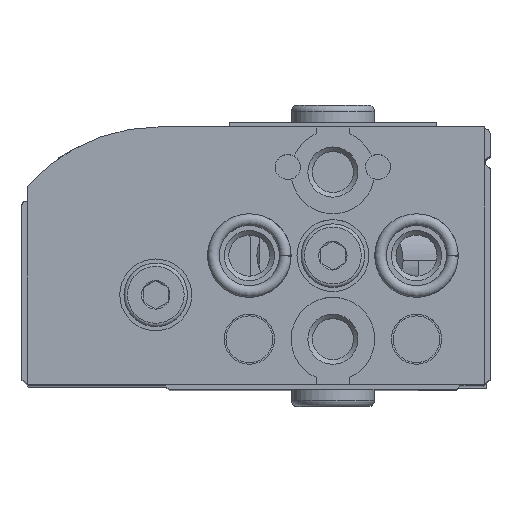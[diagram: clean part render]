
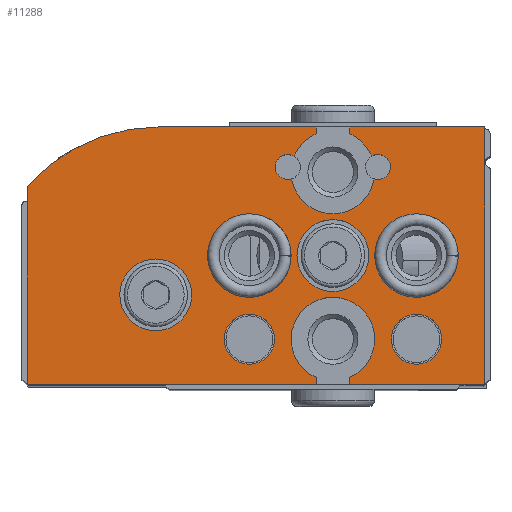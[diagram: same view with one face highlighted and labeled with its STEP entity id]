
A CAD part, top view. The second image highlights one B-rep face of the part: STEP entity #11288.
In plain terms, the highlighted face is planar.
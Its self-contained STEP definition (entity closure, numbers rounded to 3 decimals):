
#383=PLANE('',#12867);
#1149=LINE('',#19541,#2043);
#1150=LINE('',#19544,#2044);
#1151=LINE('',#19546,#2045);
#1152=LINE('',#19548,#2046);
#1153=LINE('',#19550,#2047);
#1154=LINE('',#19562,#2048);
#1155=LINE('',#19564,#2049);
#1156=LINE('',#19568,#2050);
#1157=LINE('',#19570,#2051);
#1158=LINE('',#19572,#2052);
#2043=VECTOR('',#15609,1000.);
#2044=VECTOR('',#15610,1000.);
#2045=VECTOR('',#15611,1000.);
#2046=VECTOR('',#15612,1000.);
#2047=VECTOR('',#15613,1000.);
#2048=VECTOR('',#15624,1000.);
#2049=VECTOR('',#15625,1000.);
#2050=VECTOR('',#15628,1000.);
#2051=VECTOR('',#15629,1000.);
#2052=VECTOR('',#15630,1000.);
#2927=CIRCLE('',#12868,2.15);
#2928=CIRCLE('',#12869,1.5);
#2929=CIRCLE('',#12870,1.5);
#2930=CIRCLE('',#12871,2.5);
#2931=CIRCLE('',#12872,2.15);
#2932=CIRCLE('',#12873,2.5);
#2933=CIRCLE('',#12874,2.5);
#2934=CIRCLE('',#12875,0.75);
#2935=CIRCLE('',#12876,2.5);
#2936=CIRCLE('',#12877,0.75);
#2937=CIRCLE('',#12878,2.5);
#2938=CIRCLE('',#12879,10.5);
#2939=CIRCLE('',#12880,2.5);
#5430=ORIENTED_EDGE('',*,*,#7451,.T.);
#5431=ORIENTED_EDGE('',*,*,#7452,.T.);
#5432=ORIENTED_EDGE('',*,*,#7453,.T.);
#5433=ORIENTED_EDGE('',*,*,#7454,.T.);
#5434=ORIENTED_EDGE('',*,*,#7455,.T.);
#5435=ORIENTED_EDGE('',*,*,#7456,.T.);
#5436=ORIENTED_EDGE('',*,*,#7457,.T.);
#5437=ORIENTED_EDGE('',*,*,#7458,.F.);
#5438=ORIENTED_EDGE('',*,*,#7459,.F.);
#5439=ORIENTED_EDGE('',*,*,#7460,.F.);
#5440=ORIENTED_EDGE('',*,*,#7461,.T.);
#5441=ORIENTED_EDGE('',*,*,#7462,.T.);
#5442=ORIENTED_EDGE('',*,*,#7463,.T.);
#5443=ORIENTED_EDGE('',*,*,#7464,.T.);
#5444=ORIENTED_EDGE('',*,*,#7465,.T.);
#5445=ORIENTED_EDGE('',*,*,#7466,.T.);
#5446=ORIENTED_EDGE('',*,*,#7467,.T.);
#5447=ORIENTED_EDGE('',*,*,#7468,.F.);
#5448=ORIENTED_EDGE('',*,*,#7469,.F.);
#5449=ORIENTED_EDGE('',*,*,#7470,.F.);
#5450=ORIENTED_EDGE('',*,*,#7471,.F.);
#5451=ORIENTED_EDGE('',*,*,#7472,.T.);
#5452=ORIENTED_EDGE('',*,*,#7473,.T.);
#7451=EDGE_CURVE('',#8674,#8674,#2927,.T.);
#7452=EDGE_CURVE('',#8675,#8675,#2928,.T.);
#7453=EDGE_CURVE('',#8676,#8676,#2929,.T.);
#7454=EDGE_CURVE('',#8677,#8677,#2930,.T.);
#7455=EDGE_CURVE('',#8678,#8678,#2931,.T.);
#7456=EDGE_CURVE('',#8679,#8679,#2932,.T.);
#7457=EDGE_CURVE('',#8680,#8681,#1149,.T.);
#7458=EDGE_CURVE('',#8682,#8681,#1150,.T.);
#7459=EDGE_CURVE('',#8683,#8682,#1151,.T.);
#7460=EDGE_CURVE('',#8684,#8683,#1152,.T.);
#7461=EDGE_CURVE('',#8684,#8685,#1153,.T.);
#7462=EDGE_CURVE('',#8685,#8686,#2933,.T.);
#7463=EDGE_CURVE('',#8686,#8687,#2934,.T.);
#7464=EDGE_CURVE('',#8687,#8688,#2935,.T.);
#7465=EDGE_CURVE('',#8688,#8689,#2936,.T.);
#7466=EDGE_CURVE('',#8689,#8690,#2937,.T.);
#7467=EDGE_CURVE('',#8690,#8691,#1154,.T.);
#7468=EDGE_CURVE('',#8692,#8691,#1155,.T.);
#7469=EDGE_CURVE('',#8693,#8692,#2938,.T.);
#7470=EDGE_CURVE('',#8694,#8693,#1156,.T.);
#7471=EDGE_CURVE('',#8695,#8694,#1157,.T.);
#7472=EDGE_CURVE('',#8695,#8696,#1158,.T.);
#7473=EDGE_CURVE('',#8696,#8680,#2939,.T.);
#8674=VERTEX_POINT('',#19530);
#8675=VERTEX_POINT('',#19532);
#8676=VERTEX_POINT('',#19534);
#8677=VERTEX_POINT('',#19536);
#8678=VERTEX_POINT('',#19538);
#8679=VERTEX_POINT('',#19540);
#8680=VERTEX_POINT('',#19542);
#8681=VERTEX_POINT('',#19543);
#8682=VERTEX_POINT('',#19545);
#8683=VERTEX_POINT('',#19547);
#8684=VERTEX_POINT('',#19549);
#8685=VERTEX_POINT('',#19551);
#8686=VERTEX_POINT('',#19553);
#8687=VERTEX_POINT('',#19555);
#8688=VERTEX_POINT('',#19557);
#8689=VERTEX_POINT('',#19559);
#8690=VERTEX_POINT('',#19561);
#8691=VERTEX_POINT('',#19563);
#8692=VERTEX_POINT('',#19565);
#8693=VERTEX_POINT('',#19567);
#8694=VERTEX_POINT('',#19569);
#8695=VERTEX_POINT('',#19571);
#8696=VERTEX_POINT('',#19573);
#9684=EDGE_LOOP('',(#5430));
#9685=EDGE_LOOP('',(#5431));
#9686=EDGE_LOOP('',(#5432));
#9687=EDGE_LOOP('',(#5433));
#9688=EDGE_LOOP('',(#5434));
#9689=EDGE_LOOP('',(#5435));
#9690=EDGE_LOOP('',(#5436,#5437,#5438,#5439,#5440,#5441,#5442,#5443,#5444,
#5445,#5446,#5447,#5448,#5449,#5450,#5451,#5452));
#10540=FACE_BOUND('',#9684,.T.);
#10541=FACE_BOUND('',#9685,.T.);
#10542=FACE_BOUND('',#9686,.T.);
#10543=FACE_BOUND('',#9687,.T.);
#10544=FACE_BOUND('',#9688,.T.);
#10545=FACE_BOUND('',#9689,.T.);
#10546=FACE_BOUND('',#9690,.T.);
#11288=ADVANCED_FACE('',(#10540,#10541,#10542,#10543,#10544,#10545,#10546),
#383,.F.);
#12867=AXIS2_PLACEMENT_3D('',#19528,#15595,#15596);
#12868=AXIS2_PLACEMENT_3D('',#19529,#15597,#15598);
#12869=AXIS2_PLACEMENT_3D('',#19531,#15599,#15600);
#12870=AXIS2_PLACEMENT_3D('',#19533,#15601,#15602);
#12871=AXIS2_PLACEMENT_3D('',#19535,#15603,#15604);
#12872=AXIS2_PLACEMENT_3D('',#19537,#15605,#15606);
#12873=AXIS2_PLACEMENT_3D('',#19539,#15607,#15608);
#12874=AXIS2_PLACEMENT_3D('',#19552,#15614,#15615);
#12875=AXIS2_PLACEMENT_3D('',#19554,#15616,#15617);
#12876=AXIS2_PLACEMENT_3D('',#19556,#15618,#15619);
#12877=AXIS2_PLACEMENT_3D('',#19558,#15620,#15621);
#12878=AXIS2_PLACEMENT_3D('',#19560,#15622,#15623);
#12879=AXIS2_PLACEMENT_3D('',#19566,#15626,#15627);
#12880=AXIS2_PLACEMENT_3D('',#19574,#15631,#15632);
#15595=DIRECTION('',(0.,0.,1.));
#15596=DIRECTION('',(1.,0.,0.));
#15597=DIRECTION('',(0.,0.,1.));
#15598=DIRECTION('',(1.,0.,0.));
#15599=DIRECTION('',(0.,0.,1.));
#15600=DIRECTION('',(1.,0.,0.));
#15601=DIRECTION('',(0.,0.,1.));
#15602=DIRECTION('',(1.,0.,0.));
#15603=DIRECTION('',(0.,0.,1.));
#15604=DIRECTION('',(1.,0.,0.));
#15605=DIRECTION('',(0.,0.,1.));
#15606=DIRECTION('',(1.,0.,0.));
#15607=DIRECTION('',(0.,0.,1.));
#15608=DIRECTION('',(1.,0.,0.));
#15609=DIRECTION('',(0.,-1.,0.));
#15610=DIRECTION('',(1.,0.,0.));
#15611=DIRECTION('',(0.,-1.,0.));
#15612=DIRECTION('',(-1.,0.,0.));
#15613=DIRECTION('',(0.,-1.,0.));
#15614=DIRECTION('',(0.,0.,1.));
#15615=DIRECTION('',(1.,0.,0.));
#15616=DIRECTION('',(0.,0.,1.));
#15617=DIRECTION('',(1.,0.,0.));
#15618=DIRECTION('',(0.,0.,1.));
#15619=DIRECTION('',(1.,0.,0.));
#15620=DIRECTION('',(0.,0.,1.));
#15621=DIRECTION('',(1.,0.,0.));
#15622=DIRECTION('',(0.,0.,1.));
#15623=DIRECTION('',(1.,0.,0.));
#15624=DIRECTION('',(0.,1.,0.));
#15625=DIRECTION('',(-1.,0.,0.));
#15626=DIRECTION('',(0.,0.,1.));
#15627=DIRECTION('',(1.,0.,0.));
#15628=DIRECTION('',(0.,1.,0.));
#15629=DIRECTION('',(1.,0.,0.));
#15630=DIRECTION('',(0.,1.,0.));
#15631=DIRECTION('',(0.,0.,1.));
#15632=DIRECTION('',(1.,0.,0.));
#19528=CARTESIAN_POINT('',(19.5,4.9,0.));
#19529=CARTESIAN_POINT('',(19.7,5.35,0.));
#19530=CARTESIAN_POINT('',(21.85,5.35,0.));
#19531=CARTESIAN_POINT('',(14.1,2.7,0.));
#19532=CARTESIAN_POINT('',(15.6,2.7,0.));
#19533=CARTESIAN_POINT('',(4.1,2.7,0.));
#19534=CARTESIAN_POINT('',(5.6,2.7,0.));
#19535=CARTESIAN_POINT('',(14.1,7.7,0.));
#19536=CARTESIAN_POINT('',(16.6,7.7,0.));
#19537=CARTESIAN_POINT('',(9.1,7.7,0.));
#19538=CARTESIAN_POINT('',(11.25,7.7,0.));
#19539=CARTESIAN_POINT('',(4.1,7.7,0.));
#19540=CARTESIAN_POINT('',(6.6,7.7,0.));
#19541=CARTESIAN_POINT('',(8.1,3.,0.));
#19542=CARTESIAN_POINT('',(8.1,0.409,0.));
#19543=CARTESIAN_POINT('',(8.1,0.,0.));
#19544=CARTESIAN_POINT('',(0.,0.,0.));
#19545=CARTESIAN_POINT('',(0.,0.,0.));
#19546=CARTESIAN_POINT('',(0.,15.4,0.));
#19547=CARTESIAN_POINT('',(0.,15.4,0.));
#19548=CARTESIAN_POINT('',(19.5,15.4,0.));
#19549=CARTESIAN_POINT('',(8.1,15.4,0.));
#19550=CARTESIAN_POINT('',(8.1,15.4,0.));
#19551=CARTESIAN_POINT('',(8.1,14.991,0.));
#19552=CARTESIAN_POINT('',(9.1,12.7,0.));
#19553=CARTESIAN_POINT('',(6.785,13.644,0.));
#19554=CARTESIAN_POINT('',(6.4,13.,0.));
#19555=CARTESIAN_POINT('',(6.634,12.288,0.));
#19556=CARTESIAN_POINT('',(9.1,12.7,0.));
#19557=CARTESIAN_POINT('',(11.566,12.288,0.));
#19558=CARTESIAN_POINT('',(11.8,13.,0.));
#19559=CARTESIAN_POINT('',(11.415,13.644,0.));
#19560=CARTESIAN_POINT('',(9.1,12.7,0.));
#19561=CARTESIAN_POINT('',(10.1,14.991,0.));
#19562=CARTESIAN_POINT('',(10.1,12.4,0.));
#19563=CARTESIAN_POINT('',(10.1,15.4,0.));
#19564=CARTESIAN_POINT('',(19.5,15.4,0.));
#19565=CARTESIAN_POINT('',(19.5,15.4,0.));
#19566=CARTESIAN_POINT('',(19.5,4.9,0.));
#19567=CARTESIAN_POINT('',(27.4,11.817,0.));
#19568=CARTESIAN_POINT('',(27.4,0.,0.));
#19569=CARTESIAN_POINT('',(27.4,0.,0.));
#19570=CARTESIAN_POINT('',(0.,0.,0.));
#19571=CARTESIAN_POINT('',(10.1,0.,0.));
#19572=CARTESIAN_POINT('',(10.1,0.,0.));
#19573=CARTESIAN_POINT('',(10.1,0.409,0.));
#19574=CARTESIAN_POINT('',(9.1,2.7,0.));
